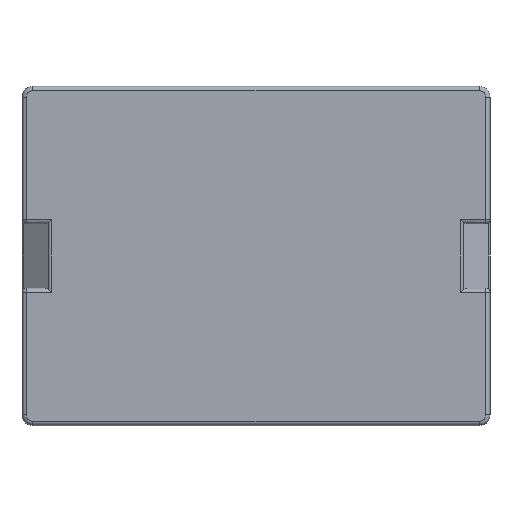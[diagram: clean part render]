
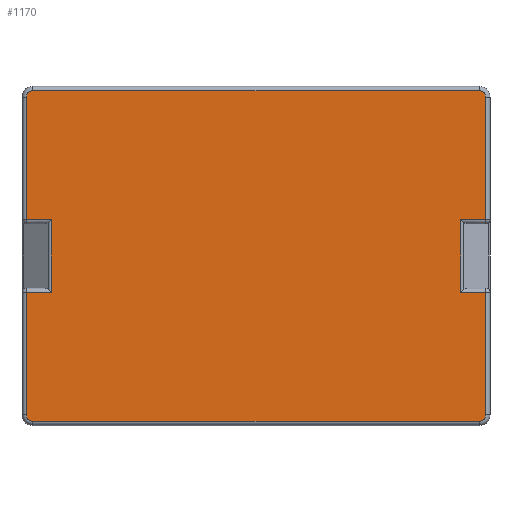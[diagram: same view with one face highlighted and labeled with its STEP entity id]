
A CAD part, front view. The second image highlights one B-rep face of the part: STEP entity #1170.
In plain terms, the highlighted planar face has unit normal (0, -1, 0).
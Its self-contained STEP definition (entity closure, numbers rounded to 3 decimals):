
#14 = CARTESIAN_POINT ( 'NONE',  ( -9.533, 0., -1.7 ) ) ;
#20 = DIRECTION ( 'NONE',  ( 0., 0., 1. ) ) ;
#28 = ORIENTED_EDGE ( 'NONE', *, *, #219, .T. ) ;
#30 = LINE ( 'NONE', #1550, #204 ) ;
#31 = CARTESIAN_POINT ( 'NONE',  ( 10.4, 0., 7.4 ) ) ;
#33 = LINE ( 'NONE', #545, #277 ) ;
#46 = AXIS2_PLACEMENT_3D ( 'NONE', #148, #869, #738 ) ;
#76 = ORIENTED_EDGE ( 'NONE', *, *, #1473, .T. ) ;
#92 = ORIENTED_EDGE ( 'NONE', *, *, #1189, .T. ) ;
#107 = AXIS2_PLACEMENT_3D ( 'NONE', #1112, #941, #362 ) ;
#109 = VERTEX_POINT ( 'NONE', #212 ) ;
#133 = LINE ( 'NONE', #1011, #1260 ) ;
#144 = VERTEX_POINT ( 'NONE', #1497 ) ;
#148 = CARTESIAN_POINT ( 'NONE',  ( -10.4, 0., -7.4 ) ) ;
#164 = EDGE_CURVE ( 'NONE', #1546, #144, #849, .T. ) ;
#168 = CARTESIAN_POINT ( 'NONE',  ( 0., 0., 0. ) ) ;
#188 = EDGE_CURVE ( 'NONE', #224, #1546, #33, .T. ) ;
#189 = DIRECTION ( 'NONE',  ( 0., 0., -1. ) ) ;
#204 = VECTOR ( 'NONE', #1517, 1000. ) ;
#205 = DIRECTION ( 'NONE',  ( 0., 1., 0. ) ) ;
#212 = CARTESIAN_POINT ( 'NONE',  ( 9.533, 0., 1.7 ) ) ;
#215 = CIRCLE ( 'NONE', #1382, 0.3 ) ;
#219 = EDGE_CURVE ( 'NONE', #109, #679, #30, .T. ) ;
#224 = VERTEX_POINT ( 'NONE', #568 ) ;
#233 = AXIS2_PLACEMENT_3D ( 'NONE', #168, #205, #20 ) ;
#261 = DIRECTION ( 'NONE',  ( 0., 0., -1. ) ) ;
#277 = VECTOR ( 'NONE', #1133, 1000. ) ;
#295 = ORIENTED_EDGE ( 'NONE', *, *, #779, .T. ) ;
#317 = CIRCLE ( 'NONE', #1439, 0.3 ) ;
#334 = VERTEX_POINT ( 'NONE', #1510 ) ;
#336 = LINE ( 'NONE', #633, #1842 ) ;
#347 = DIRECTION ( 'NONE',  ( 0., 0., 1. ) ) ;
#362 = DIRECTION ( 'NONE',  ( 0., 0., 1. ) ) ;
#372 = EDGE_CURVE ( 'NONE', #144, #642, #1058, .T. ) ;
#381 = DIRECTION ( 'NONE',  ( 0., 0., 1. ) ) ;
#426 = VERTEX_POINT ( 'NONE', #727 ) ;
#437 = DIRECTION ( 'NONE',  ( 1., 0., 0. ) ) ;
#440 = ORIENTED_EDGE ( 'NONE', *, *, #1838, .T. ) ;
#456 = ORIENTED_EDGE ( 'NONE', *, *, #466, .T. ) ;
#466 = EDGE_CURVE ( 'NONE', #1642, #334, #581, .T. ) ;
#475 = ORIENTED_EDGE ( 'NONE', *, *, #1196, .T. ) ;
#545 = CARTESIAN_POINT ( 'NONE',  ( -10.7, 0., 0. ) ) ;
#568 = CARTESIAN_POINT ( 'NONE',  ( -10.7, 0., 7.4 ) ) ;
#581 = LINE ( 'NONE', #1274, #1613 ) ;
#633 = CARTESIAN_POINT ( 'NONE',  ( -10.7, 0., 0. ) ) ;
#642 = VERTEX_POINT ( 'NONE', #14 ) ;
#647 = CARTESIAN_POINT ( 'NONE',  ( -10.4, 0., 7.7 ) ) ;
#651 = DIRECTION ( 'NONE',  ( 0., 0., 1. ) ) ;
#654 = DIRECTION ( 'NONE',  ( 0., -1., 0. ) ) ;
#662 = LINE ( 'NONE', #1596, #933 ) ;
#679 = VERTEX_POINT ( 'NONE', #886 ) ;
#681 = VECTOR ( 'NONE', #975, 1000. ) ;
#683 = CARTESIAN_POINT ( 'NONE',  ( 10.7, 0., 0. ) ) ;
#727 = CARTESIAN_POINT ( 'NONE',  ( -10.7, 0., -7.4 ) ) ;
#738 = DIRECTION ( 'NONE',  ( 0., 0., 1. ) ) ;
#779 = EDGE_CURVE ( 'NONE', #1418, #426, #336, .T. ) ;
#784 = LINE ( 'NONE', #683, #822 ) ;
#786 = VECTOR ( 'NONE', #1532, 1000. ) ;
#792 = VECTOR ( 'NONE', #1665, 1000. ) ;
#819 = VERTEX_POINT ( 'NONE', #1509 ) ;
#822 = VECTOR ( 'NONE', #381, 1000. ) ;
#828 = CARTESIAN_POINT ( 'NONE',  ( 10.4, 0., 7.7 ) ) ;
#830 = CARTESIAN_POINT ( 'NONE',  ( -9.533, 0., -1.5 ) ) ;
#835 = ORIENTED_EDGE ( 'NONE', *, *, #372, .T. ) ;
#849 = LINE ( 'NONE', #1273, #792 ) ;
#858 = LINE ( 'NONE', #1778, #1322 ) ;
#869 = DIRECTION ( 'NONE',  ( 0., -1., 0. ) ) ;
#886 = CARTESIAN_POINT ( 'NONE',  ( 10.7, 0., 1.7 ) ) ;
#907 = DIRECTION ( 'NONE',  ( -1., 0., 0. ) ) ;
#931 = VERTEX_POINT ( 'NONE', #828 ) ;
#933 = VECTOR ( 'NONE', #907, 1000. ) ;
#941 = DIRECTION ( 'NONE',  ( 0., -1., 0. ) ) ;
#975 = DIRECTION ( 'NONE',  ( -1., 0., 0. ) ) ;
#984 = CARTESIAN_POINT ( 'NONE',  ( -10.9, 0., -1.7 ) ) ;
#999 = ORIENTED_EDGE ( 'NONE', *, *, #1548, .T. ) ;
#1007 = EDGE_CURVE ( 'NONE', #1604, #1797, #1158, .T. ) ;
#1011 = CARTESIAN_POINT ( 'NONE',  ( 10.7, 0., 0. ) ) ;
#1029 = CIRCLE ( 'NONE', #107, 0.3 ) ;
#1033 = PLANE ( 'NONE',  #233 ) ;
#1058 = LINE ( 'NONE', #830, #1757 ) ;
#1068 = LINE ( 'NONE', #984, #681 ) ;
#1112 = CARTESIAN_POINT ( 'NONE',  ( -10.4, 0., 7.4 ) ) ;
#1121 = CARTESIAN_POINT ( 'NONE',  ( 9.6, 0., -1.7 ) ) ;
#1127 = CARTESIAN_POINT ( 'NONE',  ( 10.7, 0., 7.4 ) ) ;
#1133 = DIRECTION ( 'NONE',  ( 0., 0., -1. ) ) ;
#1143 = EDGE_CURVE ( 'NONE', #819, #1604, #133, .T. ) ;
#1158 = LINE ( 'NONE', #1121, #786 ) ;
#1170 = ADVANCED_FACE ( 'NONE', ( #1398 ), #1033, .F. ) ;
#1179 = ORIENTED_EDGE ( 'NONE', *, *, #1304, .T. ) ;
#1189 = EDGE_CURVE ( 'NONE', #334, #819, #317, .T. ) ;
#1196 = EDGE_CURVE ( 'NONE', #931, #1825, #662, .T. ) ;
#1197 = ORIENTED_EDGE ( 'NONE', *, *, #164, .T. ) ;
#1220 = CARTESIAN_POINT ( 'NONE',  ( 9.533, 0., -1.7 ) ) ;
#1224 = ORIENTED_EDGE ( 'NONE', *, *, #1143, .T. ) ;
#1231 = EDGE_CURVE ( 'NONE', #1466, #931, #215, .T. ) ;
#1260 = VECTOR ( 'NONE', #1428, 1000. ) ;
#1273 = CARTESIAN_POINT ( 'NONE',  ( 0., 0., 1.7 ) ) ;
#1274 = CARTESIAN_POINT ( 'NONE',  ( 0., 0., -7.7 ) ) ;
#1304 = EDGE_CURVE ( 'NONE', #1825, #224, #1029, .T. ) ;
#1322 = VECTOR ( 'NONE', #1353, 1000. ) ;
#1346 = CARTESIAN_POINT ( 'NONE',  ( 10.4, 0., -7.4 ) ) ;
#1353 = DIRECTION ( 'NONE',  ( 0., 0., 1. ) ) ;
#1369 = EDGE_CURVE ( 'NONE', #679, #1466, #784, .T. ) ;
#1382 = AXIS2_PLACEMENT_3D ( 'NONE', #31, #1779, #347 ) ;
#1398 = FACE_OUTER_BOUND ( 'NONE', #1578, .T. ) ;
#1418 = VERTEX_POINT ( 'NONE', #1826 ) ;
#1423 = CARTESIAN_POINT ( 'NONE',  ( 10.7, 0., -1.7 ) ) ;
#1428 = DIRECTION ( 'NONE',  ( 0., 0., 1. ) ) ;
#1435 = CARTESIAN_POINT ( 'NONE',  ( -10.4, 0., -7.7 ) ) ;
#1439 = AXIS2_PLACEMENT_3D ( 'NONE', #1346, #654, #651 ) ;
#1441 = CIRCLE ( 'NONE', #46, 0.3 ) ;
#1466 = VERTEX_POINT ( 'NONE', #1127 ) ;
#1473 = EDGE_CURVE ( 'NONE', #642, #1418, #1068, .T. ) ;
#1475 = ORIENTED_EDGE ( 'NONE', *, *, #1369, .T. ) ;
#1497 = CARTESIAN_POINT ( 'NONE',  ( -9.533, 0., 1.7 ) ) ;
#1509 = CARTESIAN_POINT ( 'NONE',  ( 10.7, 0., -7.4 ) ) ;
#1510 = CARTESIAN_POINT ( 'NONE',  ( 10.4, 0., -7.7 ) ) ;
#1517 = DIRECTION ( 'NONE',  ( 1., 0., 0. ) ) ;
#1532 = DIRECTION ( 'NONE',  ( -1., 0., 0. ) ) ;
#1546 = VERTEX_POINT ( 'NONE', #1693 ) ;
#1548 = EDGE_CURVE ( 'NONE', #426, #1642, #1441, .T. ) ;
#1550 = CARTESIAN_POINT ( 'NONE',  ( 0., 0., 1.7 ) ) ;
#1578 = EDGE_LOOP ( 'NONE', ( #475, #1179, #1703, #1197, #835, #76, #295, #999, #456, #92, #1224, #1848, #440, #28, #1475, #1590 ) ) ;
#1590 = ORIENTED_EDGE ( 'NONE', *, *, #1231, .T. ) ;
#1596 = CARTESIAN_POINT ( 'NONE',  ( 0., 0., 7.7 ) ) ;
#1604 = VERTEX_POINT ( 'NONE', #1423 ) ;
#1613 = VECTOR ( 'NONE', #437, 1000. ) ;
#1642 = VERTEX_POINT ( 'NONE', #1435 ) ;
#1665 = DIRECTION ( 'NONE',  ( 1., 0., 0. ) ) ;
#1693 = CARTESIAN_POINT ( 'NONE',  ( -10.7, 0., 1.7 ) ) ;
#1703 = ORIENTED_EDGE ( 'NONE', *, *, #188, .T. ) ;
#1757 = VECTOR ( 'NONE', #261, 1000. ) ;
#1778 = CARTESIAN_POINT ( 'NONE',  ( 9.533, 0., 1.5 ) ) ;
#1779 = DIRECTION ( 'NONE',  ( 0., -1., 0. ) ) ;
#1797 = VERTEX_POINT ( 'NONE', #1220 ) ;
#1825 = VERTEX_POINT ( 'NONE', #647 ) ;
#1826 = CARTESIAN_POINT ( 'NONE',  ( -10.7, 0., -1.7 ) ) ;
#1838 = EDGE_CURVE ( 'NONE', #1797, #109, #858, .T. ) ;
#1842 = VECTOR ( 'NONE', #189, 1000. ) ;
#1848 = ORIENTED_EDGE ( 'NONE', *, *, #1007, .T. ) ;
